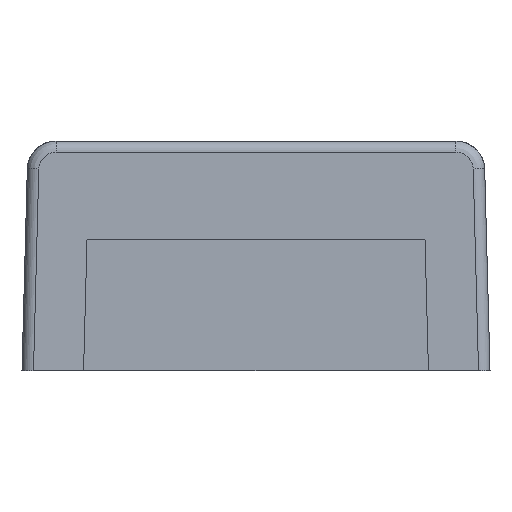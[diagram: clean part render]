
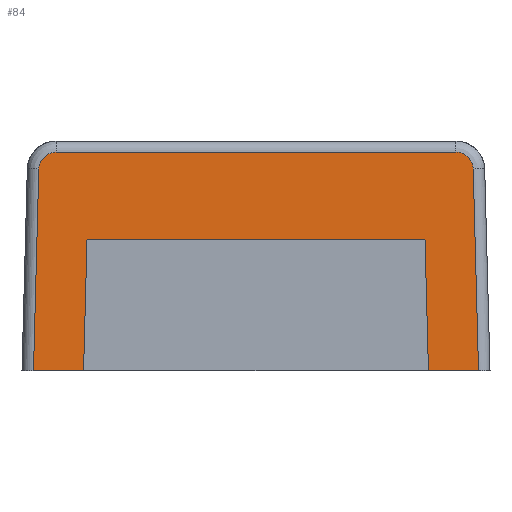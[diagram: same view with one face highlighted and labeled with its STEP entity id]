
A CAD part, left-side view. The second image highlights one B-rep face of the part: STEP entity #84.
In plain terms, the highlighted planar face has unit normal (-1, 0, 0.026).
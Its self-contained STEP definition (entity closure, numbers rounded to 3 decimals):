
#84 = ADVANCED_FACE( '', ( #470 ), #471, .T. );
#470 = FACE_OUTER_BOUND( '', #1438, .T. );
#471 = PLANE( '', #1439 );
#1438 = EDGE_LOOP( '', ( #4528, #4529, #4530, #4531, #4532, #4533, #4534, #4535, #4536, #4537 ) );
#1439 = AXIS2_PLACEMENT_3D( '', #4538, #4539, #4540 );
#4528 = ORIENTED_EDGE( '', *, *, #6835, .T. );
#4529 = ORIENTED_EDGE( '', *, *, #6839, .T. );
#4530 = ORIENTED_EDGE( '', *, *, #6825, .T. );
#4531 = ORIENTED_EDGE( '', *, *, #6970, .T. );
#4532 = ORIENTED_EDGE( '', *, *, #6971, .T. );
#4533 = ORIENTED_EDGE( '', *, *, #6972, .T. );
#4534 = ORIENTED_EDGE( '', *, *, #6973, .T. );
#4535 = ORIENTED_EDGE( '', *, *, #6974, .T. );
#4536 = ORIENTED_EDGE( '', *, *, #6765, .T. );
#4537 = ORIENTED_EDGE( '', *, *, #6975, .T. );
#4538 = CARTESIAN_POINT( '', ( -39.95, 0., 0. ) );
#4539 = DIRECTION( '', ( -1., 0., 0.026 ) );
#4540 = DIRECTION( '', ( 0.026, 0., 1. ) );
#6765 = EDGE_CURVE( '', #7640, #7638, #7641, .T. );
#6825 = EDGE_CURVE( '', #7760, #7758, #7761, .T. );
#6835 = EDGE_CURVE( '', #7778, #7779, #7780, .T. );
#6839 = EDGE_CURVE( '', #7779, #7760, #7785, .T. );
#6970 = EDGE_CURVE( '', #7758, #8008, #8009, .T. );
#6971 = EDGE_CURVE( '', #8008, #8010, #8011, .T. );
#6972 = EDGE_CURVE( '', #8010, #8012, #8013, .T. );
#6973 = EDGE_CURVE( '', #8012, #8014, #8015, .T. );
#6974 = EDGE_CURVE( '', #8014, #7640, #8016, .T. );
#6975 = EDGE_CURVE( '', #7638, #7778, #8017, .T. );
#7638 = VERTEX_POINT( '', #9054 );
#7640 = VERTEX_POINT( '', #9057 );
#7641 = LINE( '', #9058, #9059 );
#7758 = VERTEX_POINT( '', #9215 );
#7760 = VERTEX_POINT( '', #9217 );
#7761 = LINE( '', #9218, #9219 );
#7778 = VERTEX_POINT( '', #9241 );
#7779 = VERTEX_POINT( '', #9242 );
#7780 = LINE( '', #9243, #9244 );
#7785 = LINE( '', #9251, #9252 );
#8008 = VERTEX_POINT( '', #9796 );
#8009 = LINE( '', #9797, #9798 );
#8010 = VERTEX_POINT( '', #9799 );
#8011 = ELLIPSE( '', #9800, 1.05, 1.05 );
#8012 = VERTEX_POINT( '', #9801 );
#8013 = LINE( '', #9802, #9803 );
#8014 = VERTEX_POINT( '', #9804 );
#8015 = ELLIPSE( '', #9805, 1.05, 1.05 );
#8016 = LINE( '', #9806, #9807 );
#8017 = LINE( '', #9808, #9809 );
#9054 = CARTESIAN_POINT( '', ( -39.95, 10.5, 0. ) );
#9057 = CARTESIAN_POINT( '', ( -39.95, 13.55, 0. ) );
#9058 = CARTESIAN_POINT( '', ( -39.95, 0., 0. ) );
#9059 = VECTOR( '', #12151, 1000. );
#9215 = CARTESIAN_POINT( '', ( -39.95, -13.55, 0. ) );
#9217 = CARTESIAN_POINT( '', ( -39.95, -10.5, 0. ) );
#9218 = CARTESIAN_POINT( '', ( -39.95, 0., 0. ) );
#9219 = VECTOR( '', #12251, 1000. );
#9241 = CARTESIAN_POINT( '', ( -39.741, 10.291, 8. ) );
#9242 = CARTESIAN_POINT( '', ( -39.741, -10.291, 8. ) );
#9243 = CARTESIAN_POINT( '', ( -39.741, 0., 8. ) );
#9244 = VECTOR( '', #12269, 1000. );
#9251 = CARTESIAN_POINT( '', ( -39.943, -10.493, 0.275 ) );
#9252 = VECTOR( '', #12275, 1000. );
#9796 = CARTESIAN_POINT( '', ( -39.628, -13.228, 12.296 ) );
#9797 = CARTESIAN_POINT( '', ( -39.941, -13.541, 0.354 ) );
#9798 = VECTOR( '', #12395, 1000. );
#9799 = CARTESIAN_POINT( '', ( -39.601, -12.179, 13.318 ) );
#9800 = AXIS2_PLACEMENT_3D( '', #12396, #12397, #12398 );
#9801 = CARTESIAN_POINT( '', ( -39.601, 12.179, 13.318 ) );
#9802 = CARTESIAN_POINT( '', ( -39.601, 0., 13.318 ) );
#9803 = VECTOR( '', #12399, 1000. );
#9804 = CARTESIAN_POINT( '', ( -39.628, 13.228, 12.296 ) );
#9805 = AXIS2_PLACEMENT_3D( '', #12400, #12401, #12402 );
#9806 = CARTESIAN_POINT( '', ( -39.941, 13.541, 0.354 ) );
#9807 = VECTOR( '', #12403, 1000. );
#9808 = CARTESIAN_POINT( '', ( -39.943, 10.493, 0.275 ) );
#9809 = VECTOR( '', #12404, 1000. );
#12151 = DIRECTION( '', ( 0., -1., 0. ) );
#12251 = DIRECTION( '', ( 0., -1., 0. ) );
#12269 = DIRECTION( '', ( 0., -1., 0. ) );
#12275 = DIRECTION( '', ( -0.026, -0.026, -0.999 ) );
#12395 = DIRECTION( '', ( 0.026, 0.026, 0.999 ) );
#12396 = CARTESIAN_POINT( '', ( -39.629, -12.179, 12.268 ) );
#12397 = DIRECTION( '', ( -1., 0., 0.026 ) );
#12398 = DIRECTION( '', ( 0.026, 0., 1. ) );
#12399 = DIRECTION( '', ( 0., 1., 0. ) );
#12400 = CARTESIAN_POINT( '', ( -39.629, 12.179, 12.268 ) );
#12401 = DIRECTION( '', ( -1., 0., 0.026 ) );
#12402 = DIRECTION( '', ( -0.026, 0., -1. ) );
#12403 = DIRECTION( '', ( -0.026, 0.026, -0.999 ) );
#12404 = DIRECTION( '', ( 0.026, -0.026, 0.999 ) );
